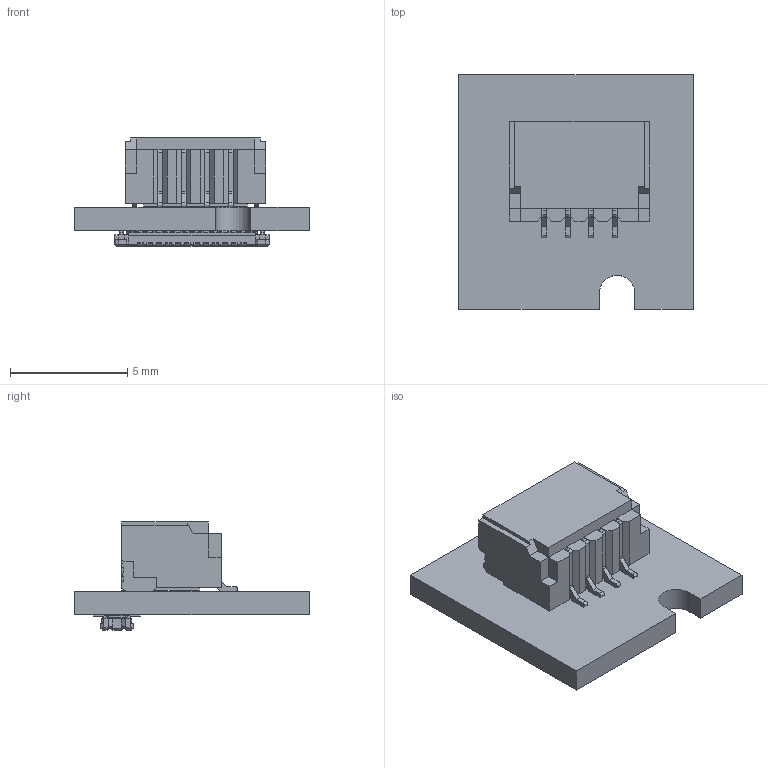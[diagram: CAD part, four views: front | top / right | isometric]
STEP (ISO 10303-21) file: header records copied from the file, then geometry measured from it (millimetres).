
FILE_DESCRIPTION(/* description */ ('PCB Design'),/* implementation_level */ '2;1');
FILE_NAME(/* name */ 'RAK13009_VB_2021_1210_1_3D',/* time_stamp */ '2022-03-02T00:26:20+08:00',/* author */ (''),/* organization */ (''),/* preprocessor_version */ 'ST-DEVELOPER v16',/* originating_system */ 'allegro_17.4S012',/* authorisation */ '');
FILE_SCHEMA (('AUTOMOTIVE_DESIGN { 1 0 10303 214 3 1 1 }'));
Length unit declared in the file: millimetre
Products named in the file (7): RAK13009_VB_2021_1210_1_3D; BOARD_OUTLINE; COMPONENTS; BTB24_2X12_4MM_M; SM04B-SRSS-TB; axe624124; SM04B-SRSS-TB(LF)(SN)
Assembly tree (6 placements, depth 4):
  RAK13009_VB_2021_1210_1_3D
    BOARD_OUTLINE
    COMPONENTS
      BTB24_2X12_4MM_M
        axe624124
      SM04B-SRSS-TB
        SM04B-SRSS-TB(LF)(SN)
Bounding box: 10 x 10 x 4.61 mm (x, y, z)
Volume: 43.2 mm3; surface area: 467 mm2
Topology: 8 solids, 9 shells, 731 faces, 2055 edges, 1342 vertices
Faces by surface type: plane 606, cylinder 113, cone 4, torus 4, bspline 4
Entity records: 23693 total; most frequent: CARTESIAN_POINT 4569, ORIENTED_EDGE 4100, DIRECTION 3697, EDGE_CURVE 2051, VECTOR 1745, LINE 1745, VERTEX_POINT 1344, AXIS2_PLACEMENT_3D 991
